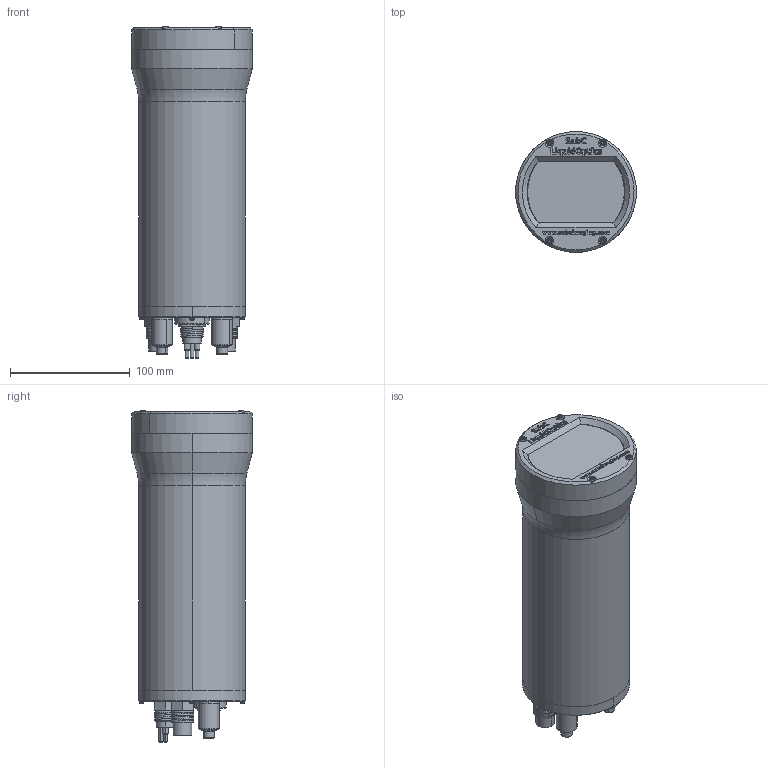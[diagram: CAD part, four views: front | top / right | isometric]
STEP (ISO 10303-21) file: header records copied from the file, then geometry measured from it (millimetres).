
FILE_DESCRIPTION (( 'STEP AP214' ), '1' );
FILE_NAME ('Coastal SUBC39-MCBH2-BPC75V.STEP', '2025-09-17T20:00:19', ( '' ), ( '' ), 'SwSTEP 2.0', 'SolidWorks 2019', '' );
FILE_SCHEMA (( 'AUTOMOTIVE_DESIGN' ));
Length unit declared in the file: millimetre
Products named in the file (1): Coastal SUBC39-MCBH2-BPC75V
Bounding box: 100.77 x 100.77 x 276.85 mm (x, y, z)
Surface area: 112800.5 mm2 (no closed solid volume)
Topology: 0 solids, 50 shells, 622 faces, 3718 edges, 3026 vertices
Faces by surface type: plane 310, cylinder 120, cone 117, bspline 73, torus 2
Entity records: 53931 total; most frequent: CARTESIAN_POINT 20681, ORIENTED_EDGE 4783, DIRECTION 4780, EDGE_CURVE 3718, VERTEX_POINT 3026, LINE 1958, VECTOR 1958, AXIS2_PLACEMENT_3D 1411
